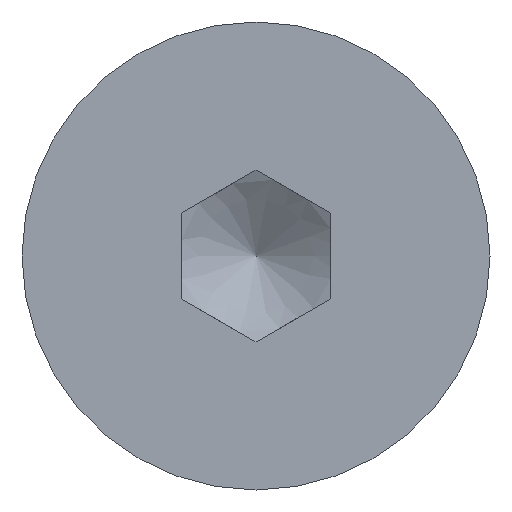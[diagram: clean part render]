
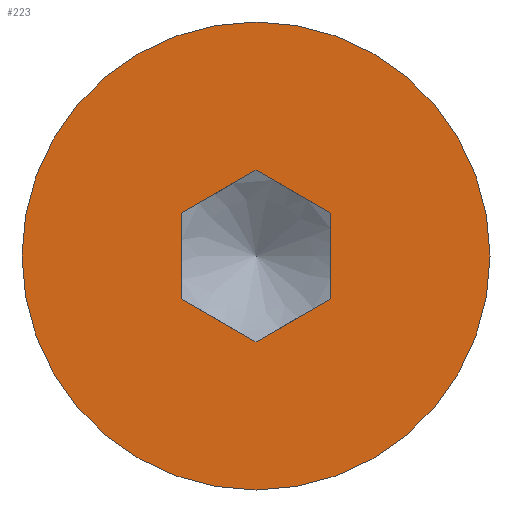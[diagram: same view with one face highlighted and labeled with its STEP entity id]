
A CAD part, left-side view. The second image highlights one B-rep face of the part: STEP entity #223.
In plain terms, the highlighted planar face has unit normal (-1, 0, 0).
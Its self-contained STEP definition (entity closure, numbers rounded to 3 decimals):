
#15=FACE_BOUND('',#57,.T.);
#30=PLANE('',#260);
#43=FACE_OUTER_BOUND('',#56,.T.);
#56=EDGE_LOOP('',(#195));
#57=EDGE_LOOP('',(#196,#197,#198,#199,#200,#201));
#63=LINE('',#345,#80);
#66=LINE('',#358,#83);
#68=LINE('',#366,#85);
#70=LINE('',#374,#87);
#71=LINE('',#381,#88);
#73=LINE('',#387,#90);
#80=VECTOR('',#286,10.);
#83=VECTOR('',#291,10.);
#85=VECTOR('',#295,10.);
#87=VECTOR('',#299,10.);
#88=VECTOR('',#302,10.);
#90=VECTOR('',#306,10.);
#98=CIRCLE('',#261,4.715);
#106=VERTEX_POINT('',#342);
#107=VERTEX_POINT('',#344);
#110=VERTEX_POINT('',#356);
#112=VERTEX_POINT('',#364);
#114=VERTEX_POINT('',#372);
#116=VERTEX_POINT('',#380);
#118=VERTEX_POINT('',#392);
#128=EDGE_CURVE('',#107,#106,#63,.T.);
#133=EDGE_CURVE('',#106,#110,#66,.T.);
#136=EDGE_CURVE('',#110,#112,#68,.T.);
#139=EDGE_CURVE('',#112,#114,#70,.T.);
#141=EDGE_CURVE('',#116,#107,#71,.T.);
#144=EDGE_CURVE('',#114,#116,#73,.T.);
#146=EDGE_CURVE('',#118,#118,#98,.T.);
#195=ORIENTED_EDGE('',*,*,#146,.F.);
#196=ORIENTED_EDGE('',*,*,#139,.T.);
#197=ORIENTED_EDGE('',*,*,#144,.T.);
#198=ORIENTED_EDGE('',*,*,#141,.T.);
#199=ORIENTED_EDGE('',*,*,#128,.T.);
#200=ORIENTED_EDGE('',*,*,#133,.T.);
#201=ORIENTED_EDGE('',*,*,#136,.T.);
#223=ADVANCED_FACE('',(#43,#15),#30,.T.);
#260=AXIS2_PLACEMENT_3D('',#391,#310,#311);
#261=AXIS2_PLACEMENT_3D('',#393,#312,#313);
#286=DIRECTION('',(0.,0.,-1.));
#291=DIRECTION('',(0.,0.866,-0.5));
#295=DIRECTION('',(0.,0.866,0.5));
#299=DIRECTION('',(0.,0.,1.));
#302=DIRECTION('',(0.,-0.866,-0.5));
#306=DIRECTION('',(0.,-0.866,0.5));
#310=DIRECTION('center_axis',(-1.,0.,0.));
#311=DIRECTION('ref_axis',(0.,0.,1.));
#312=DIRECTION('center_axis',(1.,0.,0.));
#313=DIRECTION('ref_axis',(0.,1.,0.));
#342=CARTESIAN_POINT('',(0.,-1.5,-0.866));
#344=CARTESIAN_POINT('',(0.,-1.5,0.866));
#345=CARTESIAN_POINT('',(0.,-1.5,-0.392));
#356=CARTESIAN_POINT('',(0.,0.,-1.732));
#358=CARTESIAN_POINT('',(0.,-0.362,-1.523));
#364=CARTESIAN_POINT('',(0.,1.5,-0.866));
#366=CARTESIAN_POINT('',(0.,1.174,-1.054));
#372=CARTESIAN_POINT('',(0.,1.5,0.866));
#374=CARTESIAN_POINT('',(0.,1.5,0.474));
#380=CARTESIAN_POINT('',(0.,0.,1.732));
#381=CARTESIAN_POINT('',(0.,-1.076,1.111));
#387=CARTESIAN_POINT('',(0.,0.388,1.508));
#391=CARTESIAN_POINT('Origin',(0.,3.224,0.));
#392=CARTESIAN_POINT('',(0.,-4.715,0.));
#393=CARTESIAN_POINT('Origin',(0.,0.,0.));
